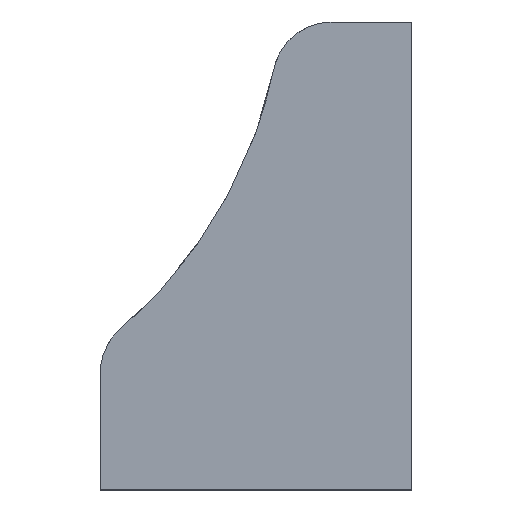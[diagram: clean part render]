
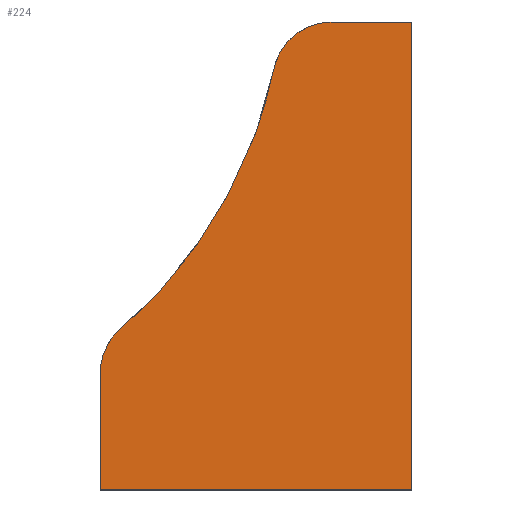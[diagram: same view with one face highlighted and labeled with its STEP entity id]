
A CAD part, top view. The second image highlights one B-rep face of the part: STEP entity #224.
In plain terms, the highlighted free-form (B-spline) face has degree [1, 1] with [2, 2] control points.
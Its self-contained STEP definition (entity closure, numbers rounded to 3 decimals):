
#9 = ORIENTED_EDGE ( 'NONE', *, *, #179, .F. ) ;
#15 = VERTEX_POINT ( 'NONE', #205 ) ;
#20 = ORIENTED_EDGE ( 'NONE', *, *, #298, .F. ) ;
#23 = CARTESIAN_POINT ( 'NONE',  ( 422614.08, 8597.884, 0. ) ) ;
#35 = CARTESIAN_POINT ( 'NONE',  ( 422609.001, 8597.884, 0. ) ) ;
#36 = EDGE_CURVE ( 'NONE', #340, #15, #236, .T. ) ;
#41 = EDGE_CURVE ( 'NONE', #100, #78, #263, .T. ) ;
#46 = ORIENTED_EDGE ( 'NONE', *, *, #282, .F. ) ;
#49 = CARTESIAN_POINT ( 'NONE',  ( 422600.506, 8572.383, 0. ) ) ;
#51 = CARTESIAN_POINT ( 'NONE',  ( 422591.421, 8557.271, 0. ) ) ;
#53 = CARTESIAN_POINT ( 'NONE',  ( 422604.231, 8589.617, 0. ) ) ;
#56 = B_SPLINE_CURVE_WITH_KNOTS ( 'NONE', 1,
 ( #337, #355 ),
 .UNSPECIFIED., .F., .F.,
 ( 2, 2 ),
 ( 0., 1. ),
 .UNSPECIFIED. ) ;
#58 = CARTESIAN_POINT ( 'NONE',  ( 422575.358, 8519.833, 0. ) ) ;
#69 = VERTEX_POINT ( 'NONE', #218 ) ;
#77 = ORIENTED_EDGE ( 'NONE', *, *, #186, .T. ) ;
#78 = VERTEX_POINT ( 'NONE', #335 ) ;
#83 = CARTESIAN_POINT ( 'NONE',  ( 422576.261, 8544.039, 0. ) ) ;
#87 = CARTESIAN_POINT ( 'NONE',  ( 422575.358, 8539.186, 0. ) ) ;
#92 = CARTESIAN_POINT ( 'NONE',  ( 422614.08, 8597.884, 0. ) ) ;
#100 = VERTEX_POINT ( 'NONE', #23 ) ;
#106 = CARTESIAN_POINT ( 'NONE',  ( 422575.358, 8541.697, 0. ) ) ;
#109 = EDGE_CURVE ( 'NONE', #69, #340, #301, .T. ) ;
#125 = B_SPLINE_CURVE_WITH_KNOTS ( 'NONE', 1,
 ( #250, #134 ),
 .UNSPECIFIED., .F., .F.,
 ( 2, 2 ),
 ( 0., 1. ),
 .UNSPECIFIED. ) ;
#129 = ORIENTED_EDGE ( 'NONE', *, *, #41, .F. ) ;
#134 = CARTESIAN_POINT ( 'NONE',  ( 422575.358, 8519.833, 0. ) ) ;
#142 = CARTESIAN_POINT ( 'NONE',  ( 422577.946, 8545.899, 0. ) ) ;
#158 = CARTESIAN_POINT ( 'NONE',  ( 422614.08, 8597.884, 0. ) ) ;
#165 = CARTESIAN_POINT ( 'NONE',  ( 422604.231, 8589.617, 0. ) ) ;
#177 = CARTESIAN_POINT ( 'NONE',  ( 422575.358, 8519.833, 0. ) ) ;
#179 = EDGE_CURVE ( 'NONE', #78, #233, #262, .T. ) ;
#186 = EDGE_CURVE ( 'NONE', #69, #324, #125, .T. ) ;
#187 = CARTESIAN_POINT ( 'NONE',  ( 422577.946, 8545.899, 0. ) ) ;
#191 = CARTESIAN_POINT ( 'NONE',  ( 422627.358, 8597.884, 0. ) ) ;
#205 = CARTESIAN_POINT ( 'NONE',  ( 422604.231, 8589.617, 0. ) ) ;
#211 = CARTESIAN_POINT ( 'NONE',  ( 422627.358, 8519.833, 0. ) ) ;
#213 = ORIENTED_EDGE ( 'NONE', *, *, #109, .F. ) ;
#217 = CARTESIAN_POINT ( 'NONE',  ( 422577.946, 8545.899, 0. ) ) ;
#218 = CARTESIAN_POINT ( 'NONE',  ( 422575.358, 8539.186, 0. ) ) ;
#219 = CARTESIAN_POINT ( 'NONE',  ( 422627.358, 8519.833, 0. ) ) ;
#224 = ADVANCED_FACE ( 'NONE', ( #352 ), #272, .F. ) ;
#233 = VERTEX_POINT ( 'NONE', #234 ) ;
#234 = CARTESIAN_POINT ( 'NONE',  ( 422627.358, 8519.833, 0. ) ) ;
#236 =( BOUNDED_CURVE ( )  B_SPLINE_CURVE ( 3, ( #187, #51, #49, #53 ),
 .UNSPECIFIED., .F., .T. ) 
 B_SPLINE_CURVE_WITH_KNOTS ( ( 4, 4 ),
 ( -0.657, 0. ),
 .UNSPECIFIED. ) 
 CURVE ( )  GEOMETRIC_REPRESENTATION_ITEM ( )  RATIONAL_B_SPLINE_CURVE ( ( 1., 0.964, 0.964, 1. ) ) 
 REPRESENTATION_ITEM ( '' )  );
#250 = CARTESIAN_POINT ( 'NONE',  ( 422575.358, 8539.186, 0. ) ) ;
#256 = CARTESIAN_POINT ( 'NONE',  ( 422605.111, 8594.618, 0. ) ) ;
#259 = CARTESIAN_POINT ( 'NONE',  ( 422575.358, 8597.884, 0. ) ) ;
#261 = ORIENTED_EDGE ( 'NONE', *, *, #36, .F. ) ;
#262 = B_SPLINE_CURVE_WITH_KNOTS ( 'NONE', 1,
 ( #191, #219 ),
 .UNSPECIFIED., .F., .F.,
 ( 2, 2 ),
 ( 0., 1. ),
 .UNSPECIFIED. ) ;
#263 = B_SPLINE_CURVE_WITH_KNOTS ( 'NONE', 1,
 ( #158, #270 ),
 .UNSPECIFIED., .F., .F.,
 ( 2, 2 ),
 ( 0., 1. ),
 .UNSPECIFIED. ) ;
#265 = EDGE_LOOP ( 'NONE', ( #20, #9, #129, #46, #261, #213, #77 ) ) ;
#270 = CARTESIAN_POINT ( 'NONE',  ( 422627.358, 8597.884, 0. ) ) ;
#272 = B_SPLINE_SURFACE_WITH_KNOTS ( 'NONE', 1, 1, ( 
 ( #259, #177 ),
 ( #312, #211 ) ),
 .UNSPECIFIED., .F., .F., .F.,
 ( 2, 2 ),
 ( 2, 2 ),
 ( 0., 1. ),
 ( 0., 1. ),
 .UNSPECIFIED. ) ;
#278 =( BOUNDED_CURVE ( )  B_SPLINE_CURVE ( 3, ( #165, #256, #35, #92 ),
 .UNSPECIFIED., .F., .T. ) 
 B_SPLINE_CURVE_WITH_KNOTS ( ( 4, 4 ),
 ( -1.397, 0. ),
 .UNSPECIFIED. ) 
 CURVE ( )  GEOMETRIC_REPRESENTATION_ITEM ( )  RATIONAL_B_SPLINE_CURVE ( ( 1., 0.844, 0.844, 1. ) ) 
 REPRESENTATION_ITEM ( '' )  );
#282 = EDGE_CURVE ( 'NONE', #15, #100, #278, .T. ) ;
#298 = EDGE_CURVE ( 'NONE', #233, #324, #56, .T. ) ;
#301 =( BOUNDED_CURVE ( )  B_SPLINE_CURVE ( 3, ( #87, #106, #83, #217 ),
 .UNSPECIFIED., .F., .T. ) 
 B_SPLINE_CURVE_WITH_KNOTS ( ( 4, 4 ),
 ( -0.736, 0. ),
 .UNSPECIFIED. ) 
 CURVE ( )  GEOMETRIC_REPRESENTATION_ITEM ( )  RATIONAL_B_SPLINE_CURVE ( ( 1., 0.955, 0.955, 1. ) ) 
 REPRESENTATION_ITEM ( '' )  );
#312 = CARTESIAN_POINT ( 'NONE',  ( 422627.358, 8597.884, 0. ) ) ;
#324 = VERTEX_POINT ( 'NONE', #58 ) ;
#335 = CARTESIAN_POINT ( 'NONE',  ( 422627.358, 8597.884, 0. ) ) ;
#337 = CARTESIAN_POINT ( 'NONE',  ( 422627.358, 8519.833, 0. ) ) ;
#340 = VERTEX_POINT ( 'NONE', #142 ) ;
#352 = FACE_OUTER_BOUND ( 'NONE', #265, .T. ) ;
#355 = CARTESIAN_POINT ( 'NONE',  ( 422575.358, 8519.833, 0. ) ) ;
